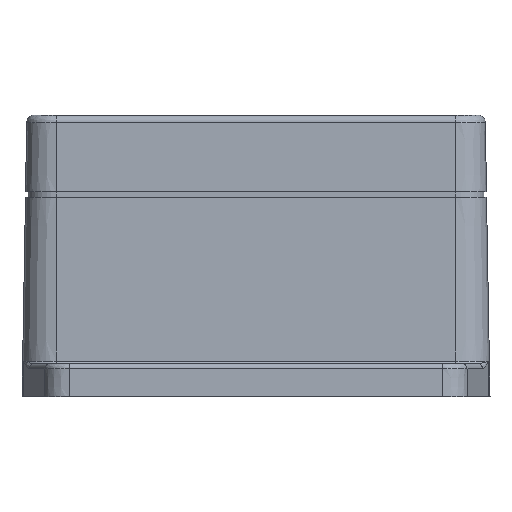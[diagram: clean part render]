
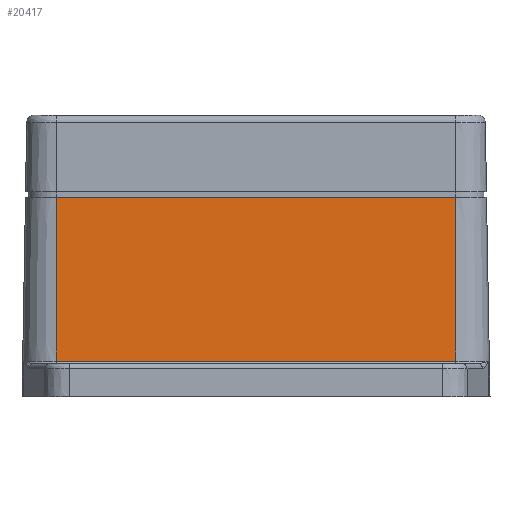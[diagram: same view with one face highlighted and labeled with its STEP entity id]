
A CAD part, front view. The second image highlights one B-rep face of the part: STEP entity #20417.
In plain terms, the highlighted planar face has unit normal (0, -1, 0.018).
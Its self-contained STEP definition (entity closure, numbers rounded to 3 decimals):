
#12300 = CARTESIAN_POINT ( 'NONE',  ( -92247.923, -46563.92, 48.761 ) ) ;
#12988 = DIRECTION ( 'NONE',  ( 0., 0.017, 1. ) ) ;
#12989 = VECTOR ( 'NONE', #12988, 1000. ) ;
#12990 = CARTESIAN_POINT ( 'NONE',  ( -92247.923, -55274.848, -499000. ) ) ;
#13003 = LINE ( 'NONE', #12990, #12989 ) ;
#13065 = CARTESIAN_POINT ( 'NONE',  ( -92247.923, -46564.478, 16.752 ) ) ;
#13242 = VECTOR ( 'NONE', #13248, 1000. ) ;
#13247 = LINE ( 'NONE', #13249, #13242 ) ;
#13248 = DIRECTION ( 'NONE',  ( 1., 0., 0. ) ) ;
#13249 = CARTESIAN_POINT ( 'NONE',  ( -92208.923, -46564.478, 16.752 ) ) ;
#13294 = CARTESIAN_POINT ( 'NONE',  ( -92169.923, -46564.478, 16.752 ) ) ;
#13317 = PLANE ( 'NONE',  #13350 ) ;
#13346 = CARTESIAN_POINT ( 'NONE',  ( -92208.923, -46563.92, 48.761 ) ) ;
#13350 = AXIS2_PLACEMENT_3D ( 'NONE', #13346, #13378, #13377 ) ;
#13353 = FACE_OUTER_BOUND ( 'NONE', #20424, .T. ) ;
#13360 = CARTESIAN_POINT ( 'NONE',  ( -92208.923, -46563.92, 48.761 ) ) ;
#13361 = LINE ( 'NONE', #13360, #13409 ) ;
#13377 = DIRECTION ( 'NONE',  ( 0., -0.017, -1. ) ) ;
#13378 = DIRECTION ( 'NONE',  ( 0., -1., 0.017 ) ) ;
#13399 = CARTESIAN_POINT ( 'NONE',  ( -92169.923, -46563.92, 48.761 ) ) ;
#13408 = DIRECTION ( 'NONE',  ( 1., 0., 0. ) ) ;
#13409 = VECTOR ( 'NONE', #13408, 1000. ) ;
#13447 = DIRECTION ( 'NONE',  ( 0., -0.017, -1. ) ) ;
#13448 = VECTOR ( 'NONE', #13447, 1000. ) ;
#13449 = CARTESIAN_POINT ( 'NONE',  ( -92169.923, -46564.26, 29.261 ) ) ;
#13450 = LINE ( 'NONE', #13449, #13448 ) ;
#19958 = VERTEX_POINT ( 'NONE', #12300 ) ;
#20326 = EDGE_CURVE ( 'NONE', #20352, #19958, #13003, .T. ) ;
#20352 = VERTEX_POINT ( 'NONE', #13065 ) ;
#20376 = EDGE_CURVE ( 'NONE', #20352, #20393, #13247, .T. ) ;
#20393 = VERTEX_POINT ( 'NONE', #13294 ) ;
#20414 = ORIENTED_EDGE ( 'NONE', *, *, #20427, .F. ) ;
#20417 = ADVANCED_FACE ( 'NONE', ( #13353 ), #13317, .T. ) ;
#20418 = ORIENTED_EDGE ( 'NONE', *, *, #20326, .F. ) ;
#20420 = ORIENTED_EDGE ( 'NONE', *, *, #20376, .T. ) ;
#20424 = EDGE_LOOP ( 'NONE', ( #20414, #20418, #20420, #20487 ) ) ;
#20427 = EDGE_CURVE ( 'NONE', #19958, #20436, #13361, .T. ) ;
#20436 = VERTEX_POINT ( 'NONE', #13399 ) ;
#20485 = EDGE_CURVE ( 'NONE', #20436, #20393, #13450, .T. ) ;
#20487 = ORIENTED_EDGE ( 'NONE', *, *, #20485, .F. ) ;
